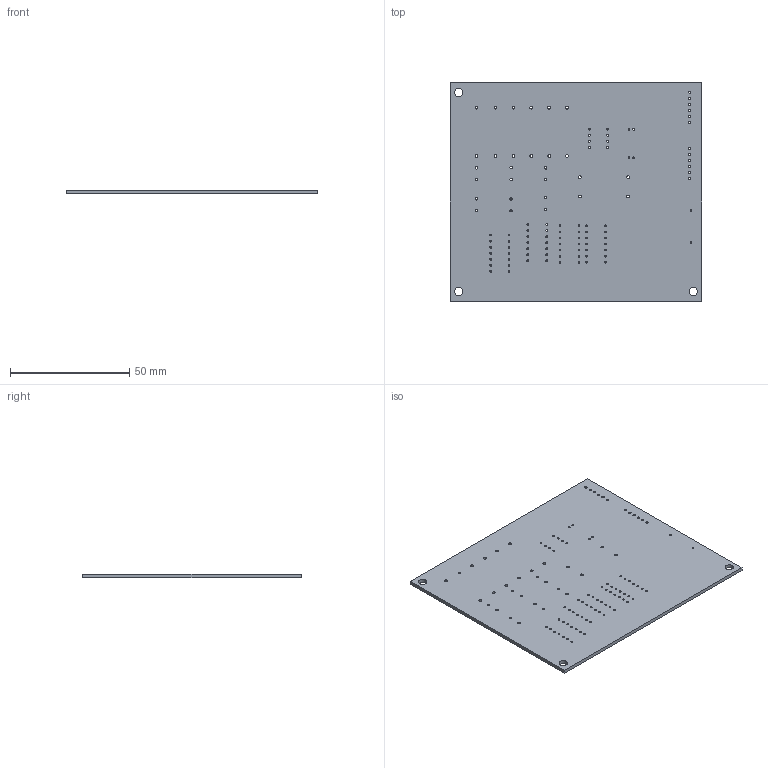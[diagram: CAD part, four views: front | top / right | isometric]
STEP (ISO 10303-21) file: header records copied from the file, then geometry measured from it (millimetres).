
FILE_DESCRIPTION (( 'STEP AP214' ), '1' );
FILE_NAME ('signal-enhancer_PCB.step.STEP', '2025-09-19T19:20:12', ( '' ), ( '' ), 'SwSTEP 2.0', 'SolidWorks 2025', '' );
FILE_SCHEMA (( 'AUTOMOTIVE_DESIGN' ));
Length unit declared in the file: millimetre
Products named in the file (1): signal-enhancer_PCB.step
Bounding box: 105.5 x 91.5 x 1.51 mm (x, y, z)
Volume: 14426.8 mm3; surface area: 20216.2 mm2
Topology: 1 solids, 1 shells, 232 faces, 690 edges, 460 vertices
Faces by surface type: cylinder 226, plane 6
Entity records: 8541 total; most frequent: DIRECTION 1608, CARTESIAN_POINT 1383, ORIENTED_EDGE 1380, EDGE_CURVE 690, AXIS2_PLACEMENT_3D 685, VERTEX_POINT 460, EDGE_LOOP 458, CIRCLE 452
